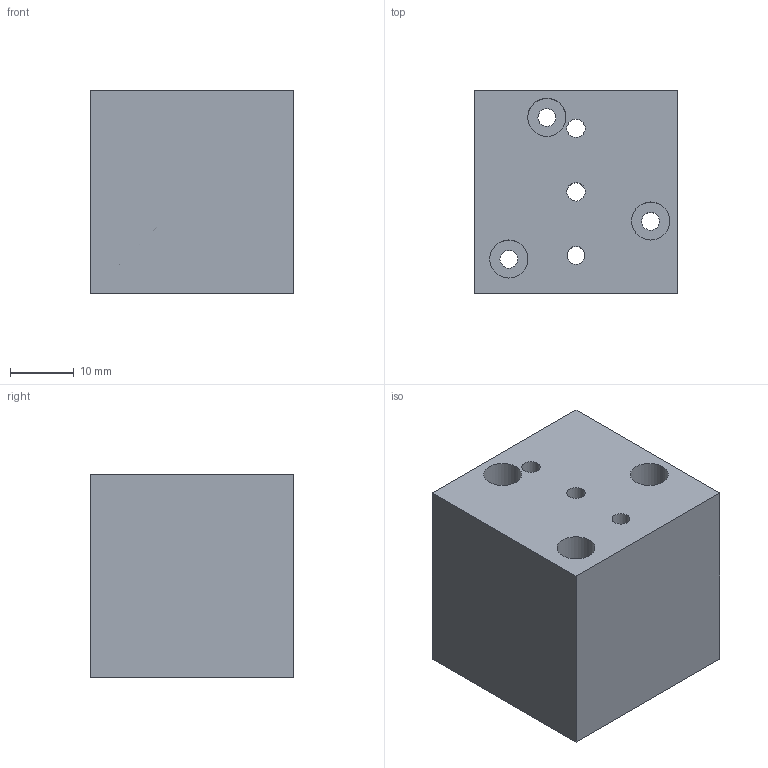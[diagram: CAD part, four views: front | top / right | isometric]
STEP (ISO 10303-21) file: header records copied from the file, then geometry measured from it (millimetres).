
FILE_DESCRIPTION(/* description */ (''),/* implementation_level */ '2;1');
FILE_NAME(/* name */ '30_XY_Sample_lightsheetarm_sample_screwadapter_v3.ipt.step',/* time_stamp */ '2022-11-29T08:25:52+01:00',/* author */ ('diederichbenedict'),/* organization */ (''),/* preprocessor_version */ 'ST-DEVELOPER v18.1',/* originating_system */ 'Autodesk Inventor 2022',/* authorisation */ '');
FILE_SCHEMA (('AUTOMOTIVE_DESIGN { 1 0 10303 214 3 1 1 }'));
Length unit declared in the file: millimetre
Products named in the file (1): 30_XY_Sample_lightsheetarm_sample_screwadapter_v3
Bounding box: 32 x 32 x 32 mm (x, y, z)
Volume: 29897.8 mm3; surface area: 8532.5 mm2
Topology: 1 solids, 1 shells, 20 faces, 45 edges, 30 vertices
Faces by surface type: plane 10, cylinder 10
Full cylindrical faces by diameter (mm): 2.8 x4, 2.9 x2, 6 x3
Entity records: 636 total; most frequent: DIRECTION 109, CARTESIAN_POINT 96, ORIENTED_EDGE 90, EDGE_CURVE 45, AXIS2_PLACEMENT_3D 43, EDGE_LOOP 35, VERTEX_POINT 30, LINE 23
